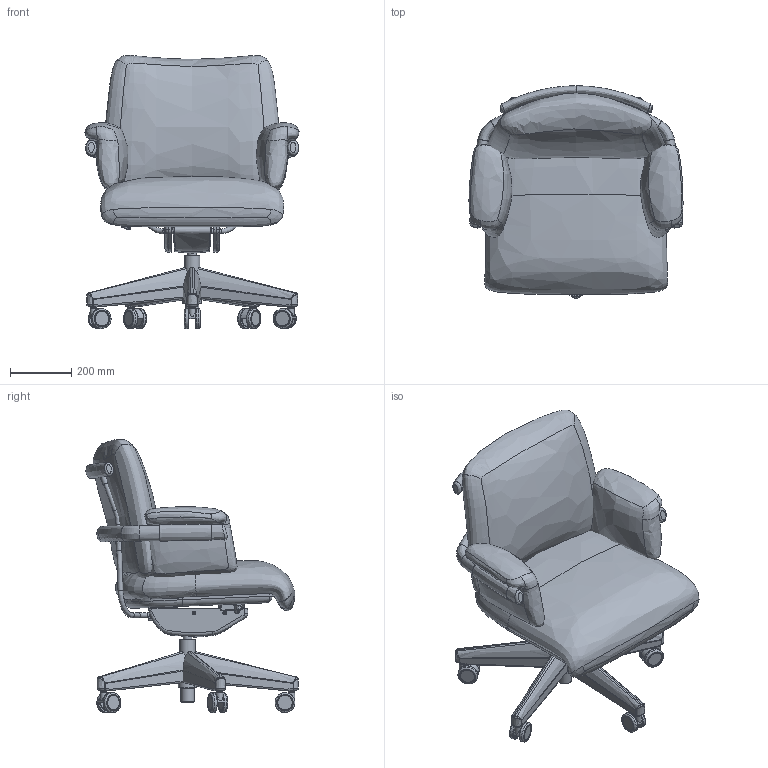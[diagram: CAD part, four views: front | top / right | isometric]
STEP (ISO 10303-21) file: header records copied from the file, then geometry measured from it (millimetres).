
FILE_DESCRIPTION(/* description */ (''),/* implementation_level */ '2;1');
FILE_NAME(/* name */ 'Ramus_CB-575',/* time_stamp */ '2025-07-18T11:18:51+02:00',/* author */ (''),/* organization */ (''),/* preprocessor_version */ 'ST-DEVELOPER v16.5',/* originating_system */ 'Rhino 7.34',/* authorisation */ '');
FILE_SCHEMA (('AUTOMOTIVE_DESIGN'));
Length unit declared in the file: centimetre
Products named in the file (2): Document; CB-575_Ramus
Assembly tree (1 placements, depth 2):
  Document
    CB-575_Ramus
Bounding box: 700.74 x 694.56 x 893.79 mm (x, y, z)
Volume: 88211133.9 mm3; surface area: 3565459.3 mm2
Topology: 62 solids, 62 shells, 734 faces, 1604 edges, 981 vertices
Faces by surface type: bspline 293, plane 230, cylinder 211
Full cylindrical faces by diameter (mm): 5 x4, 6 x4, 10 x4, 12 x4, 16 x6, 19.5 x5, 21.5 x5, 28 x1, 44 x1, 49 x10, 50 x1, 51 x10, 65 x10
Entity records: 50842 total; most frequent: CARTESIAN_POINT 40085, ORIENTED_EDGE 3196, EDGE_CURVE 1598, VERTEX_POINT 981, EDGE_LOOP 777, ADVANCED_FACE 734, FACE_OUTER_BOUND 734, B_SPLINE_CURVE_WITH_KNOTS 604
